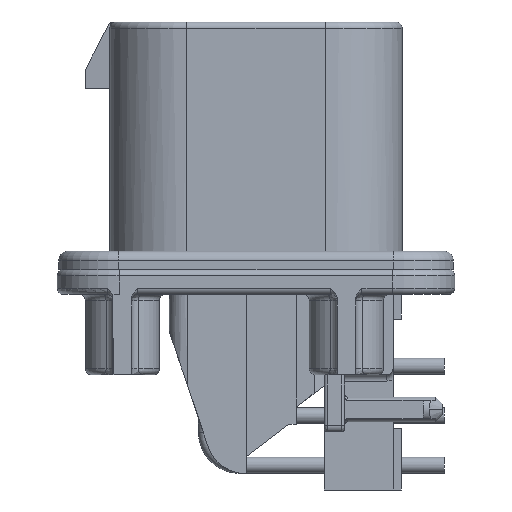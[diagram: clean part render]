
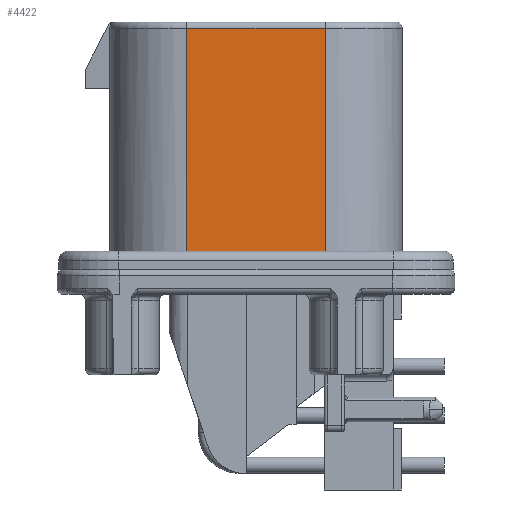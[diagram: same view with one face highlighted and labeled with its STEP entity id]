
A CAD part, left-side view. The second image highlights one B-rep face of the part: STEP entity #4422.
In plain terms, the highlighted planar face has unit normal (-1, 0, 0).
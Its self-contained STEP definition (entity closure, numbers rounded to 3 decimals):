
#2471=VERTEX_POINT('',#2472);
#2472=CARTESIAN_POINT('',(-11.7,-3.05,-20.0));
#2479=EDGE_CURVE('',#2471,#2480,#2482,.F.);
#2480=VERTEX_POINT('',#2481);
#2481=CARTESIAN_POINT('',(-11.7,5.6,-20.0));
#2482=LINE('',#2483,#2484);
#2483=CARTESIAN_POINT('',(-11.7,5.6,-20.0));
#2484=VECTOR('',#2485,1.0);
#2485=DIRECTION('',(0.0,-1.0,0.0));
#3843=VERTEX_POINT('',#3844);
#3844=CARTESIAN_POINT('',(-11.7,-5.6,-0.5));
#3851=EDGE_CURVE('',#3843,#3852,#3854,.T.);
#3852=VERTEX_POINT('',#3853);
#3853=CARTESIAN_POINT('',(-11.7,-5.6,-19.25));
#3854=LINE('',#3855,#3856);
#3855=CARTESIAN_POINT('',(-11.7,-5.6,-0.5));
#3856=VECTOR('',#3857,1.0);
#3857=DIRECTION('',(0.0,0.,-1.0));
#4387=VERTEX_POINT('',#4388);
#4388=CARTESIAN_POINT('',(-11.7,5.6,-0.5));
#4412=EDGE_CURVE('',#2480,#4387,#4413,.F.);
#4413=LINE('',#4414,#4415);
#4414=CARTESIAN_POINT('',(-11.7,5.6,-0.5));
#4415=VECTOR('',#4416,1.0);
#4416=DIRECTION('',(0.0,0.,-1.0));
#4422=ADVANCED_FACE('',(#4423),#4448,.T.);
#4423=FACE_BOUND('',#4424,.T.);
#4424=EDGE_LOOP('',(#4425,#4426,#4434,#4440,#4441,#4447));
#4425=ORIENTED_EDGE('',*,*,#2479,.F.);
#4426=ORIENTED_EDGE('',*,*,#4427,.T.);
#4427=EDGE_CURVE('',#2471,#4428,#4430,.T.);
#4428=VERTEX_POINT('',#4429);
#4429=CARTESIAN_POINT('',(-11.7,-3.05,-19.25));
#4430=LINE('',#4431,#4432);
#4431=CARTESIAN_POINT('',(-11.7,-3.05,-20.0));
#4432=VECTOR('',#4433,1.0);
#4433=DIRECTION('',(0.0,0.0,1.0));
#4434=ORIENTED_EDGE('',*,*,#4435,.T.);
#4435=EDGE_CURVE('',#4428,#3852,#4436,.T.);
#4436=LINE('',#4437,#4438);
#4437=CARTESIAN_POINT('',(-11.7,-3.05,-19.25));
#4438=VECTOR('',#4439,1.0);
#4439=DIRECTION('',(0.0,-1.0,0.0));
#4440=ORIENTED_EDGE('',*,*,#3851,.F.);
#4441=ORIENTED_EDGE('',*,*,#4442,.T.);
#4442=EDGE_CURVE('',#3843,#4387,#4443,.F.);
#4443=LINE('',#4444,#4445);
#4444=CARTESIAN_POINT('',(-11.7,5.6,-0.5));
#4445=VECTOR('',#4446,1.0);
#4446=DIRECTION('',(0.0,-1.0,0.0));
#4447=ORIENTED_EDGE('',*,*,#4412,.F.);
#4448=PLANE('',#4449);
#4449=AXIS2_PLACEMENT_3D('',#4450,#4451,#4452);
#4450=CARTESIAN_POINT('',(-11.7,-5.6,-20.0));
#4451=DIRECTION('',(-1.0,0.0,0.0));
#4452=DIRECTION('',(0.0,1.0,0.0));
